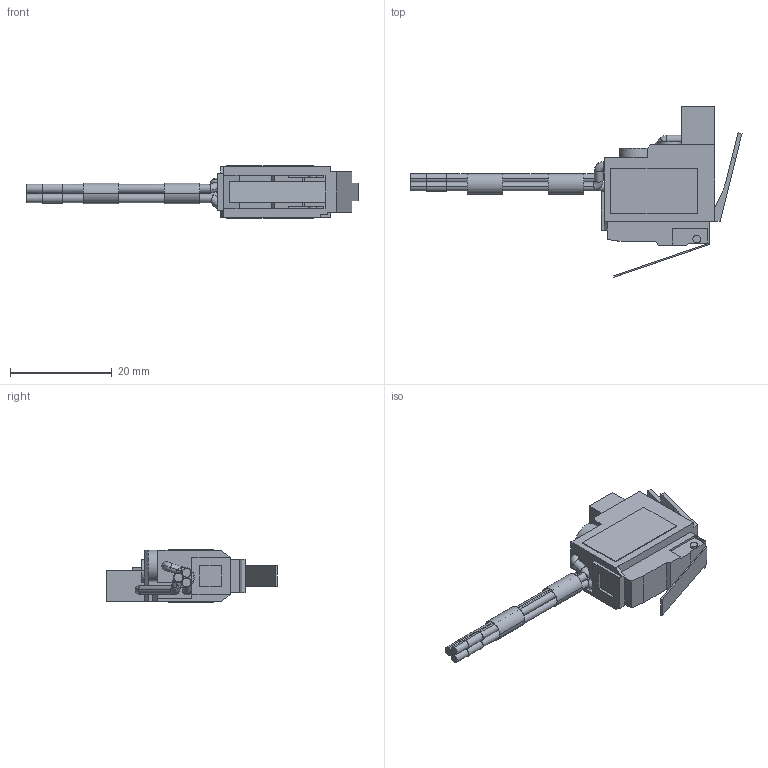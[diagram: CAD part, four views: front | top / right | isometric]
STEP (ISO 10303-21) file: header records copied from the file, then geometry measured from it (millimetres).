
FILE_DESCRIPTION((''),'2;1');
FILE_NAME('AUX-AL-GO-3-4-3D_ASM','2022-05-05T19:26:25',('SESA654545'),('Schneider-Electric'),'CREO PARAMETRIC BY PTC INC, 2019471','CREO PARAMETRIC BY PTC INC, 2019471','');
FILE_SCHEMA(('CONFIG_CONTROL_DESIGN'));
Length unit declared in the file: millimetre
Products named in the file (2): AUX-AL-GO-3-4; AUX-AL-GO-3-4-3D_ASM
Assembly tree (1 placements, depth 2):
  AUX-AL-GO-3-4-3D_ASM
    AUX-AL-GO-3-4
Bounding box: 65.33 x 33.61 x 10.36 mm (x, y, z)
Volume: 4246.5 mm3; surface area: 3616.3 mm2
Topology: 3 solids, 3 shells, 184 faces, 467 edges, 304 vertices
Faces by surface type: plane 114, cylinder 56, torus 14
Entity records: 5745 total; most frequent: CARTESIAN_POINT 1168, DIRECTION 939, ORIENTED_EDGE 934, EDGE_CURVE 467, AXIS2_PLACEMENT_3D 318, VERTEX_POINT 304, VECTOR 303, LINE 303
